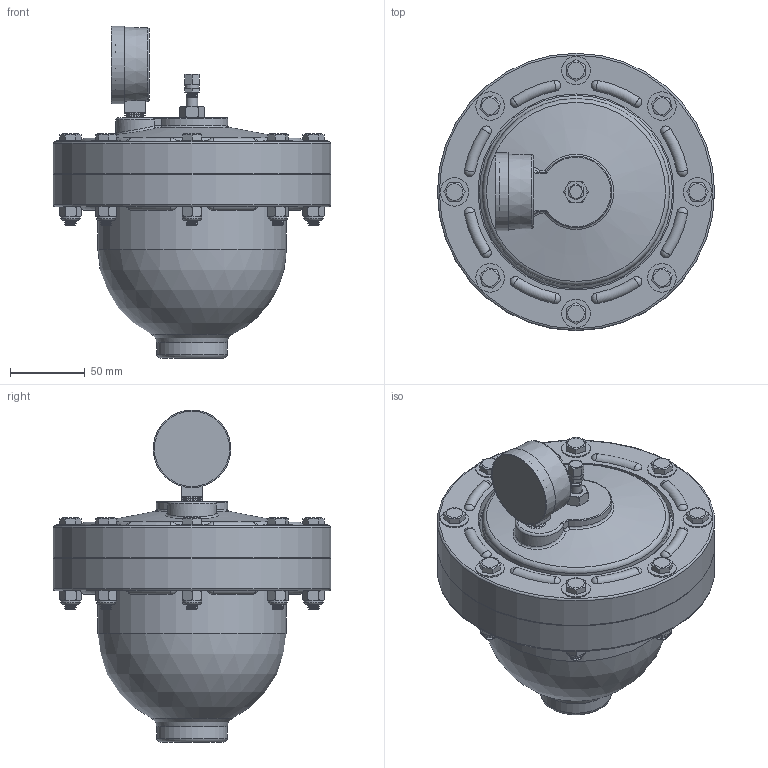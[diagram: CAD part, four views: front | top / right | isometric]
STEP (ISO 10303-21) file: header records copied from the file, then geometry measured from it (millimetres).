
FILE_DESCRIPTION((''),'2;1');
FILE_NAME('APIIF-POLY_R0.ipt.stp','2017-07-10T09:52:49',(''),(''),'Autodesk Inventor 2009','Autodesk Inventor 2009','');
FILE_SCHEMA(('AUTOMOTIVE_DESIGN { 1 0 10303 214 1 1 1 1 }'));
Length unit declared in the file: inch
Products named in the file (1): APIIF-POLY_R0
Bounding box: 185.04 x 185.04 x 221.6 mm (x, y, z)
Volume: 1503451.2 mm3; surface area: 200852.4 mm2
Topology: 12 solids, 12 shells, 1129 faces, 2971 edges, 1896 vertices
Faces by surface type: bspline 714, plane 217, cone 76, cylinder 56, torus 33, sphere 33
Full cylindrical faces by diameter (mm): 3.064 x1, 7.62 x1, 9.349 x1, 12.7 x8, 19.05 x8, 28.575 x1, 47.117 x1, 50.292 x1, 51.816 x1, 98.171 x1, 124.765 x1, 125.73 x1, 130.81 x2, 143.383 x1, 185.039 x2
Entity records: 68128 total; most frequent: CARTESIAN_POINT 44204, ORIENTED_EDGE 5566, DIRECTION 2899, EDGE_CURVE 2783, VERTEX_POINT 1866, EDGE_LOOP 1317, STYLED_ITEM 1141, VECTOR 1131
